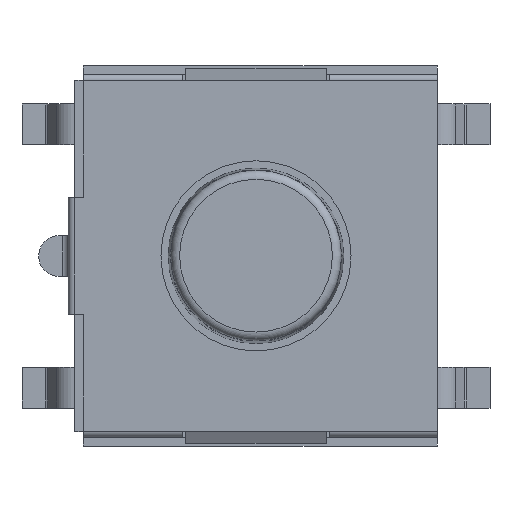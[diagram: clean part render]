
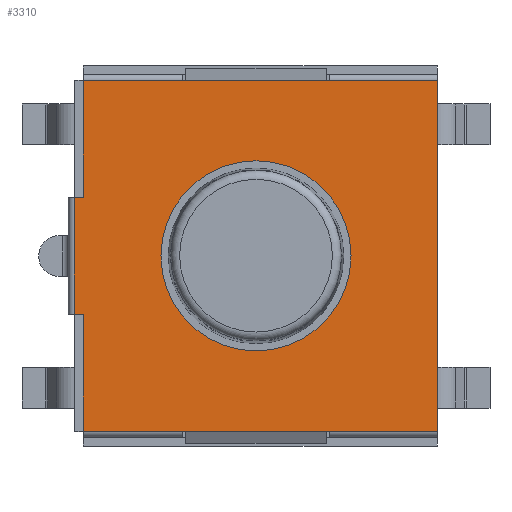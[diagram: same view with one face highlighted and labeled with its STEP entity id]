
A CAD part, top view. The second image highlights one B-rep face of the part: STEP entity #3310.
In plain terms, the highlighted planar face has unit normal (0, 0, 1).
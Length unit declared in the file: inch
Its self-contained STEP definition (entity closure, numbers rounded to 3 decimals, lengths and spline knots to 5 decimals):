
#286=CARTESIAN_POINT('',(0.12205,0.11807,0.10236));
#287=VERTEX_POINT('',#286);
#295=CARTESIAN_POINT('',(0.12205,-0.11807,0.10236));
#296=VERTEX_POINT('',#295);
#297=CARTESIAN_POINT('',(0.12205,0.11807,0.10236));
#298=DIRECTION('',(0.0,-1.0,0.0));
#299=VECTOR('',#298,0.23614);
#300=LINE('',#297,#299);
#301=EDGE_CURVE('',#287,#296,#300,.T.);
#2921=CARTESIAN_POINT('',(-0.1224,0.03937,0.10236));
#2922=VERTEX_POINT('',#2921);
#2930=CARTESIAN_POINT('',(-0.11614,0.03937,0.10236));
#2931=VERTEX_POINT('',#2930);
#2932=CARTESIAN_POINT('',(-0.11614,0.03937,0.10236));
#2933=DIRECTION('',(-1.0,0.0,0.0));
#2934=VECTOR('',#2933,0.00626);
#2935=LINE('',#2932,#2934);
#2936=EDGE_CURVE('',#2931,#2922,#2935,.T.);
#3001=CARTESIAN_POINT('',(-0.11614,-0.03937,0.10236));
#3002=VERTEX_POINT('',#3001);
#3009=CARTESIAN_POINT('',(-0.1224,-0.03937,0.10236));
#3010=VERTEX_POINT('',#3009);
#3011=CARTESIAN_POINT('',(-0.11614,-0.03937,0.10236));
#3012=DIRECTION('',(-1.0,0.0,0.0));
#3013=VECTOR('',#3012,0.00626);
#3014=LINE('',#3011,#3013);
#3015=EDGE_CURVE('',#3002,#3010,#3014,.T.);
#3255=CARTESIAN_POINT('',(0.13427,-0.12988,0.10236));
#3256=DIRECTION('',(0.0,0.0,-1.0));
#3257=DIRECTION('',(-1.0,0.0,0.0));
#3258=AXIS2_PLACEMENT_3D('',#3255,#3256,#3257);
#3259=PLANE('',#3258);
#3260=CARTESIAN_POINT('',(-0.1224,0.03937,0.10236));
#3261=DIRECTION('',(0.0,-1.0,0.0));
#3262=VECTOR('',#3261,0.07874);
#3263=LINE('',#3260,#3262);
#3264=EDGE_CURVE('',#2922,#3010,#3263,.T.);
#3265=ORIENTED_EDGE('',*,*,#3264,.T.);
#3266=ORIENTED_EDGE('',*,*,#3015,.F.);
#3267=CARTESIAN_POINT('',(-0.11614,-0.11807,0.10236));
#3268=VERTEX_POINT('',#3267);
#3269=CARTESIAN_POINT('',(-0.11614,-0.11807,0.10236));
#3270=DIRECTION('',(0.0,1.0,0.0));
#3271=VECTOR('',#3270,0.0787);
#3272=LINE('',#3269,#3271);
#3273=EDGE_CURVE('',#3268,#3002,#3272,.T.);
#3274=ORIENTED_EDGE('',*,*,#3273,.F.);
#3275=CARTESIAN_POINT('',(-0.11614,-0.11807,0.10236));
#3276=DIRECTION('',(1.0,0.0,0.0));
#3277=VECTOR('',#3276,0.23819);
#3278=LINE('',#3275,#3277);
#3279=EDGE_CURVE('',#3268,#296,#3278,.T.);
#3280=ORIENTED_EDGE('',*,*,#3279,.T.);
#3281=ORIENTED_EDGE('',*,*,#301,.F.);
#3282=CARTESIAN_POINT('',(-0.11614,0.11807,0.10236));
#3283=VERTEX_POINT('',#3282);
#3284=CARTESIAN_POINT('',(0.12205,0.11807,0.10236));
#3285=DIRECTION('',(-1.0,0.0,0.0));
#3286=VECTOR('',#3285,0.23819);
#3287=LINE('',#3284,#3286);
#3288=EDGE_CURVE('',#287,#3283,#3287,.T.);
#3289=ORIENTED_EDGE('',*,*,#3288,.T.);
#3290=CARTESIAN_POINT('',(-0.11614,0.03937,0.10236));
#3291=DIRECTION('',(0.0,1.0,0.0));
#3292=VECTOR('',#3291,0.0787);
#3293=LINE('',#3290,#3292);
#3294=EDGE_CURVE('',#2931,#3283,#3293,.T.);
#3295=ORIENTED_EDGE('',*,*,#3294,.F.);
#3296=ORIENTED_EDGE('',*,*,#2936,.T.);
#3297=EDGE_LOOP('',(#3265,#3266,#3274,#3280,#3281,#3289,#3295,#3296));
#3298=FACE_OUTER_BOUND('',#3297,.T.);
#3299=CARTESIAN_POINT('',(0.06398,0.,0.10236));
#3300=VERTEX_POINT('',#3299);
#3301=CARTESIAN_POINT('',(0.,0.,0.10236));
#3302=DIRECTION('',(0.0,0.0,-1.0));
#3303=DIRECTION('',(-1.0,0.0,0.0));
#3304=AXIS2_PLACEMENT_3D('',#3301,#3302,#3303);
#3305=CIRCLE('',#3304,0.06398);
#3306=EDGE_CURVE('',#3300,#3300,#3305,.T.);
#3307=ORIENTED_EDGE('',*,*,#3306,.T.);
#3308=EDGE_LOOP('',(#3307));
#3309=FACE_BOUND('',#3308,.T.);
#3310=ADVANCED_FACE('',(#3298,#3309),#3259,.F.);
